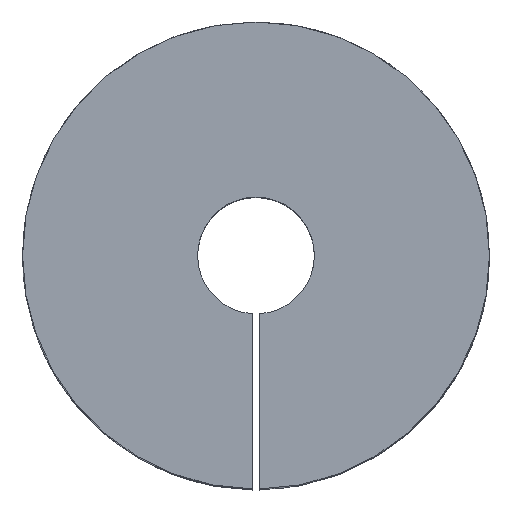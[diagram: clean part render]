
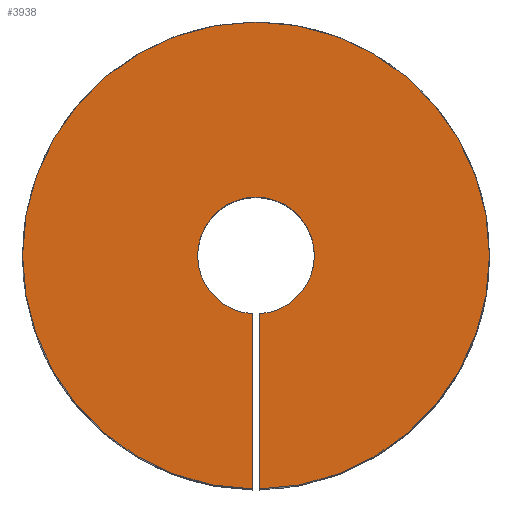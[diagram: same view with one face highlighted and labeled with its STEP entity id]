
A CAD part, top view. The second image highlights one B-rep face of the part: STEP entity #3938.
In plain terms, the highlighted planar face has unit normal (0, 0, 1).
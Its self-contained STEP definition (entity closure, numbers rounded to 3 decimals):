
#101 = CIRCLE ( 'NONE', #1135, 2.5 ) ;
#157 = EDGE_CURVE ( 'NONE', #6356, #2483, #1667, .T. ) ;
#237 = VERTEX_POINT ( 'NONE', #3597 ) ;
#1092 = DIRECTION ( 'NONE',  ( 0., 0., 1. ) ) ;
#1135 = AXIS2_PLACEMENT_3D ( 'NONE', #5969, #2731, #6510 ) ;
#1459 = AXIS2_PLACEMENT_3D ( 'NONE', #4331, #1092, #4871 ) ;
#1604 = EDGE_CURVE ( 'NONE', #237, #1749, #3901, .T. ) ;
#1667 = CIRCLE ( 'NONE', #5611, 10. ) ;
#1749 = VERTEX_POINT ( 'NONE', #3119 ) ;
#1886 = DIRECTION ( 'NONE',  ( 0., 0., 1. ) ) ;
#1947 = CARTESIAN_POINT ( 'NONE',  ( -0.15, -12.5, 0. ) ) ;
#2064 = CARTESIAN_POINT ( 'NONE',  ( -10., 0., 0. ) ) ;
#2162 = CARTESIAN_POINT ( 'NONE',  ( -2.5, 0., 0. ) ) ;
#2291 = EDGE_CURVE ( 'NONE', #5175, #1749, #4914, .T. ) ;
#2299 = VECTOR ( 'NONE', #2496, 1000. ) ;
#2362 = PLANE ( 'NONE',  #3420 ) ;
#2439 = CARTESIAN_POINT ( 'NONE',  ( 0., 0., 0. ) ) ;
#2468 = CIRCLE ( 'NONE', #5896, 10. ) ;
#2483 = VERTEX_POINT ( 'NONE', #2064 ) ;
#2496 = DIRECTION ( 'NONE',  ( 0., 1., 0. ) ) ;
#2506 = CARTESIAN_POINT ( 'NONE',  ( 0., 0., 0. ) ) ;
#2638 = EDGE_LOOP ( 'NONE', ( #3491, #4499, #5122, #5159, #6209, #3745, #5198, #5893 ) ) ;
#2731 = DIRECTION ( 'NONE',  ( 0., 0., 1. ) ) ;
#2765 = DIRECTION ( 'NONE',  ( 0., 0., 1. ) ) ;
#2875 = CARTESIAN_POINT ( 'NONE',  ( 10., 0., 0. ) ) ;
#2911 = DIRECTION ( 'NONE',  ( 1., 0., 0. ) ) ;
#2931 = CARTESIAN_POINT ( 'NONE',  ( 2.5, 0., 0. ) ) ;
#2993 = DIRECTION ( 'NONE',  ( 1., 0., 0. ) ) ;
#3051 = DIRECTION ( 'NONE',  ( 1., 0., 0. ) ) ;
#3077 = AXIS2_PLACEMENT_3D ( 'NONE', #5123, #1886, #5671 ) ;
#3119 = CARTESIAN_POINT ( 'NONE',  ( -0.15, -2.495, 0. ) ) ;
#3401 = VECTOR ( 'NONE', #3887, 1000. ) ;
#3420 = AXIS2_PLACEMENT_3D ( 'NONE', #5600, #6138, #2911 ) ;
#3491 = ORIENTED_EDGE ( 'NONE', *, *, #1604, .T. ) ;
#3561 = EDGE_CURVE ( 'NONE', #6319, #6356, #2468, .T. ) ;
#3597 = CARTESIAN_POINT ( 'NONE',  ( -0.15, -9.999, 0. ) ) ;
#3745 = ORIENTED_EDGE ( 'NONE', *, *, #3561, .T. ) ;
#3870 = CARTESIAN_POINT ( 'NONE',  ( 0.15, -2.495, 0. ) ) ;
#3887 = DIRECTION ( 'NONE',  ( 0., 1., 0. ) ) ;
#3901 = LINE ( 'NONE', #1947, #2299 ) ;
#3938 = ADVANCED_FACE ( 'NONE', ( #5444 ), #2362, .T. ) ;
#3966 = EDGE_CURVE ( 'NONE', #2483, #237, #6687, .T. ) ;
#4193 = VERTEX_POINT ( 'NONE', #3870 ) ;
#4255 = EDGE_CURVE ( 'NONE', #4193, #4430, #101, .T. ) ;
#4331 = CARTESIAN_POINT ( 'NONE',  ( 0., 0., 0. ) ) ;
#4430 = VERTEX_POINT ( 'NONE', #2931 ) ;
#4456 = AXIS2_PLACEMENT_3D ( 'NONE', #2506, #6281, #3051 ) ;
#4499 = ORIENTED_EDGE ( 'NONE', *, *, #2291, .F. ) ;
#4855 = LINE ( 'NONE', #6567, #3401 ) ;
#4871 = DIRECTION ( 'NONE',  ( 1., 0., 0. ) ) ;
#4914 = CIRCLE ( 'NONE', #4456, 2.5 ) ;
#5122 = ORIENTED_EDGE ( 'NONE', *, *, #5696, .F. ) ;
#5123 = CARTESIAN_POINT ( 'NONE',  ( 0., 0., 0. ) ) ;
#5159 = ORIENTED_EDGE ( 'NONE', *, *, #4255, .F. ) ;
#5175 = VERTEX_POINT ( 'NONE', #2162 ) ;
#5198 = ORIENTED_EDGE ( 'NONE', *, *, #157, .T. ) ;
#5377 = CIRCLE ( 'NONE', #1459, 2.5 ) ;
#5444 = FACE_OUTER_BOUND ( 'NONE', #2638, .T. ) ;
#5591 = CARTESIAN_POINT ( 'NONE',  ( 0.15, -9.999, 0. ) ) ;
#5600 = CARTESIAN_POINT ( 'NONE',  ( 0., 0., 0. ) ) ;
#5611 = AXIS2_PLACEMENT_3D ( 'NONE', #2439, #6218, #2993 ) ;
#5671 = DIRECTION ( 'NONE',  ( 1., 0., 0. ) ) ;
#5696 = EDGE_CURVE ( 'NONE', #4430, #5175, #5377, .T. ) ;
#5893 = ORIENTED_EDGE ( 'NONE', *, *, #3966, .T. ) ;
#5896 = AXIS2_PLACEMENT_3D ( 'NONE', #6000, #2765, #6539 ) ;
#5936 = EDGE_CURVE ( 'NONE', #6319, #4193, #4855, .T. ) ;
#5969 = CARTESIAN_POINT ( 'NONE',  ( 0., 0., 0. ) ) ;
#6000 = CARTESIAN_POINT ( 'NONE',  ( 0., 0., 0. ) ) ;
#6138 = DIRECTION ( 'NONE',  ( 0., 0., 1. ) ) ;
#6209 = ORIENTED_EDGE ( 'NONE', *, *, #5936, .F. ) ;
#6218 = DIRECTION ( 'NONE',  ( 0., 0., 1. ) ) ;
#6281 = DIRECTION ( 'NONE',  ( 0., 0., 1. ) ) ;
#6319 = VERTEX_POINT ( 'NONE', #5591 ) ;
#6356 = VERTEX_POINT ( 'NONE', #2875 ) ;
#6510 = DIRECTION ( 'NONE',  ( 1., 0., 0. ) ) ;
#6539 = DIRECTION ( 'NONE',  ( 1., 0., 0. ) ) ;
#6567 = CARTESIAN_POINT ( 'NONE',  ( 0.15, -12.5, 0. ) ) ;
#6687 = CIRCLE ( 'NONE', #3077, 10. ) ;
